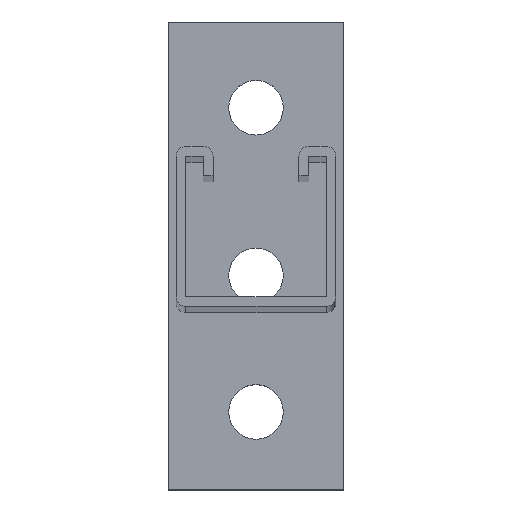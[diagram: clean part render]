
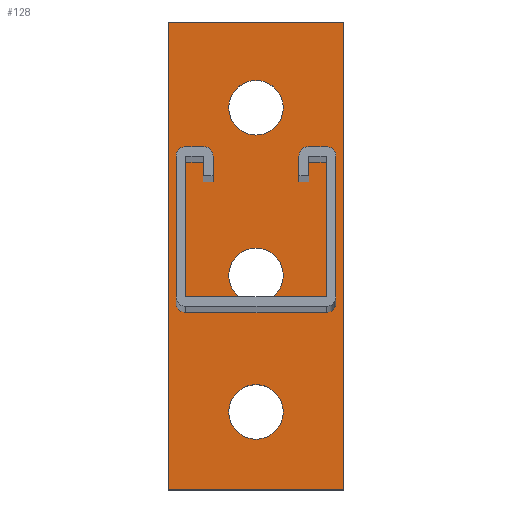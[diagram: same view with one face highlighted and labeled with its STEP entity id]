
A CAD part, top view. The second image highlights one B-rep face of the part: STEP entity #128.
In plain terms, the highlighted planar face has unit normal (0, 0, 1).
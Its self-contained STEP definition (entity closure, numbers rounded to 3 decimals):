
#8 = VERTEX_POINT ( 'NONE', #361 ) ;
#18 = DIRECTION ( 'NONE',  ( 0., 0., 1. ) ) ;
#56 = CARTESIAN_POINT ( 'NONE',  ( 0., 0., 8. ) ) ;
#76 = CIRCLE ( 'NONE', #510, 7. ) ;
#81 = ORIENTED_EDGE ( 'NONE', *, *, #418, .F. ) ;
#91 = ORIENTED_EDGE ( 'NONE', *, *, #202, .T. ) ;
#109 = DIRECTION ( 'NONE',  ( 0., 0., 1. ) ) ;
#121 = DIRECTION ( 'NONE',  ( 1., 0., 0. ) ) ;
#123 = VERTEX_POINT ( 'NONE', #689 ) ;
#127 = FACE_BOUND ( 'NONE', #982, .T. ) ;
#128 = ADVANCED_FACE ( 'NONE', ( #1057, #127, #404, #381 ), #205, .T. ) ;
#173 = CARTESIAN_POINT ( 'NONE',  ( 15.5, -22., 8. ) ) ;
#202 = EDGE_CURVE ( 'NONE', #230, #691, #721, .T. ) ;
#205 = PLANE ( 'NONE',  #608 ) ;
#207 = EDGE_CURVE ( 'NONE', #951, #1163, #957, .T. ) ;
#215 = AXIS2_PLACEMENT_3D ( 'NONE', #1240, #375, #756 ) ;
#219 = DIRECTION ( 'NONE',  ( -1., 0., 0. ) ) ;
#230 = VERTEX_POINT ( 'NONE', #992 ) ;
#235 = LINE ( 'NONE', #901, #236 ) ;
#236 = VECTOR ( 'NONE', #706, 1000. ) ;
#239 = ORIENTED_EDGE ( 'NONE', *, *, #274, .T. ) ;
#248 = DIRECTION ( 'NONE',  ( 1., 0., 0. ) ) ;
#261 = DIRECTION ( 'NONE',  ( 0., 0., 1. ) ) ;
#267 = VERTEX_POINT ( 'NONE', #1200 ) ;
#274 = EDGE_CURVE ( 'NONE', #691, #1235, #235, .T. ) ;
#310 = CARTESIAN_POINT ( 'NONE',  ( 22.5, -100., 8. ) ) ;
#326 = DIRECTION ( 'NONE',  ( 0., 0., 1. ) ) ;
#358 = VECTOR ( 'NONE', #248, 1000. ) ;
#361 = CARTESIAN_POINT ( 'NONE',  ( 15.5, -65., 8. ) ) ;
#367 = DIRECTION ( 'NONE',  ( 1., 0., 0. ) ) ;
#375 = DIRECTION ( 'NONE',  ( 0., 0., 1. ) ) ;
#381 = FACE_OUTER_BOUND ( 'NONE', #1183, .T. ) ;
#389 = LINE ( 'NONE', #966, #939 ) ;
#404 = FACE_BOUND ( 'NONE', #453, .T. ) ;
#406 = CARTESIAN_POINT ( 'NONE',  ( 45., 0., 8. ) ) ;
#413 = ORIENTED_EDGE ( 'NONE', *, *, #640, .F. ) ;
#418 = EDGE_CURVE ( 'NONE', #8, #267, #76, .T. ) ;
#426 = ORIENTED_EDGE ( 'NONE', *, *, #207, .F. ) ;
#453 = EDGE_LOOP ( 'NONE', ( #413, #81 ) ) ;
#466 = LINE ( 'NONE', #842, #588 ) ;
#486 = EDGE_CURVE ( 'NONE', #1189, #230, #466, .T. ) ;
#491 = CIRCLE ( 'NONE', #938, 7. ) ;
#493 = CIRCLE ( 'NONE', #855, 7. ) ;
#495 = EDGE_CURVE ( 'NONE', #123, #654, #917, .T. ) ;
#510 = AXIS2_PLACEMENT_3D ( 'NONE', #650, #261, #367 ) ;
#526 = ORIENTED_EDGE ( 'NONE', *, *, #495, .F. ) ;
#588 = VECTOR ( 'NONE', #853, 1000. ) ;
#596 = DIRECTION ( 'NONE',  ( 1., 0., 0. ) ) ;
#608 = AXIS2_PLACEMENT_3D ( 'NONE', #1077, #872, #121 ) ;
#640 = EDGE_CURVE ( 'NONE', #267, #8, #491, .T. ) ;
#650 = CARTESIAN_POINT ( 'NONE',  ( 22.5, -65., 8. ) ) ;
#654 = VERTEX_POINT ( 'NONE', #776 ) ;
#673 = ORIENTED_EDGE ( 'NONE', *, *, #486, .T. ) ;
#689 = CARTESIAN_POINT ( 'NONE',  ( 15.5, -100., 8. ) ) ;
#691 = VERTEX_POINT ( 'NONE', #794 ) ;
#706 = DIRECTION ( 'NONE',  ( 0., 1., 0. ) ) ;
#721 = LINE ( 'NONE', #808, #358 ) ;
#756 = DIRECTION ( 'NONE',  ( 1., 0., 0. ) ) ;
#774 = AXIS2_PLACEMENT_3D ( 'NONE', #796, #326, #1001 ) ;
#776 = CARTESIAN_POINT ( 'NONE',  ( 29.5, -100., 8. ) ) ;
#792 = AXIS2_PLACEMENT_3D ( 'NONE', #846, #1130, #947 ) ;
#794 = CARTESIAN_POINT ( 'NONE',  ( 45., -120., 8. ) ) ;
#796 = CARTESIAN_POINT ( 'NONE',  ( 22.5, -22., 8. ) ) ;
#808 = CARTESIAN_POINT ( 'NONE',  ( 0., -120., 8. ) ) ;
#830 = EDGE_LOOP ( 'NONE', ( #1164, #426 ) ) ;
#842 = CARTESIAN_POINT ( 'NONE',  ( 0., 0., 8. ) ) ;
#846 = CARTESIAN_POINT ( 'NONE',  ( 22.5, -22., 8. ) ) ;
#853 = DIRECTION ( 'NONE',  ( 0., -1., 0. ) ) ;
#855 = AXIS2_PLACEMENT_3D ( 'NONE', #310, #18, #596 ) ;
#871 = DIRECTION ( 'NONE',  ( 1., 0., 0. ) ) ;
#872 = DIRECTION ( 'NONE',  ( 0., 0., 1. ) ) ;
#901 = CARTESIAN_POINT ( 'NONE',  ( 45., 0., 8. ) ) ;
#917 = CIRCLE ( 'NONE', #215, 7. ) ;
#922 = EDGE_CURVE ( 'NONE', #1163, #951, #975, .T. ) ;
#938 = AXIS2_PLACEMENT_3D ( 'NONE', #967, #109, #871 ) ;
#939 = VECTOR ( 'NONE', #219, 1000. ) ;
#947 = DIRECTION ( 'NONE',  ( 1., 0., 0. ) ) ;
#951 = VERTEX_POINT ( 'NONE', #173 ) ;
#957 = CIRCLE ( 'NONE', #774, 7. ) ;
#966 = CARTESIAN_POINT ( 'NONE',  ( 0., 0., 8. ) ) ;
#967 = CARTESIAN_POINT ( 'NONE',  ( 22.5, -65., 8. ) ) ;
#975 = CIRCLE ( 'NONE', #792, 7. ) ;
#982 = EDGE_LOOP ( 'NONE', ( #1174, #526 ) ) ;
#992 = CARTESIAN_POINT ( 'NONE',  ( 0., -120., 8. ) ) ;
#1001 = DIRECTION ( 'NONE',  ( 1., 0., 0. ) ) ;
#1008 = CARTESIAN_POINT ( 'NONE',  ( 29.5, -22., 8. ) ) ;
#1021 = EDGE_CURVE ( 'NONE', #1235, #1189, #389, .T. ) ;
#1023 = ORIENTED_EDGE ( 'NONE', *, *, #1021, .T. ) ;
#1036 = EDGE_CURVE ( 'NONE', #654, #123, #493, .T. ) ;
#1057 = FACE_BOUND ( 'NONE', #830, .T. ) ;
#1077 = CARTESIAN_POINT ( 'NONE',  ( 0., 0., 8. ) ) ;
#1130 = DIRECTION ( 'NONE',  ( 0., 0., 1. ) ) ;
#1163 = VERTEX_POINT ( 'NONE', #1008 ) ;
#1164 = ORIENTED_EDGE ( 'NONE', *, *, #922, .F. ) ;
#1174 = ORIENTED_EDGE ( 'NONE', *, *, #1036, .F. ) ;
#1183 = EDGE_LOOP ( 'NONE', ( #673, #91, #239, #1023 ) ) ;
#1189 = VERTEX_POINT ( 'NONE', #56 ) ;
#1200 = CARTESIAN_POINT ( 'NONE',  ( 29.5, -65., 8. ) ) ;
#1235 = VERTEX_POINT ( 'NONE', #406 ) ;
#1240 = CARTESIAN_POINT ( 'NONE',  ( 22.5, -100., 8. ) ) ;
